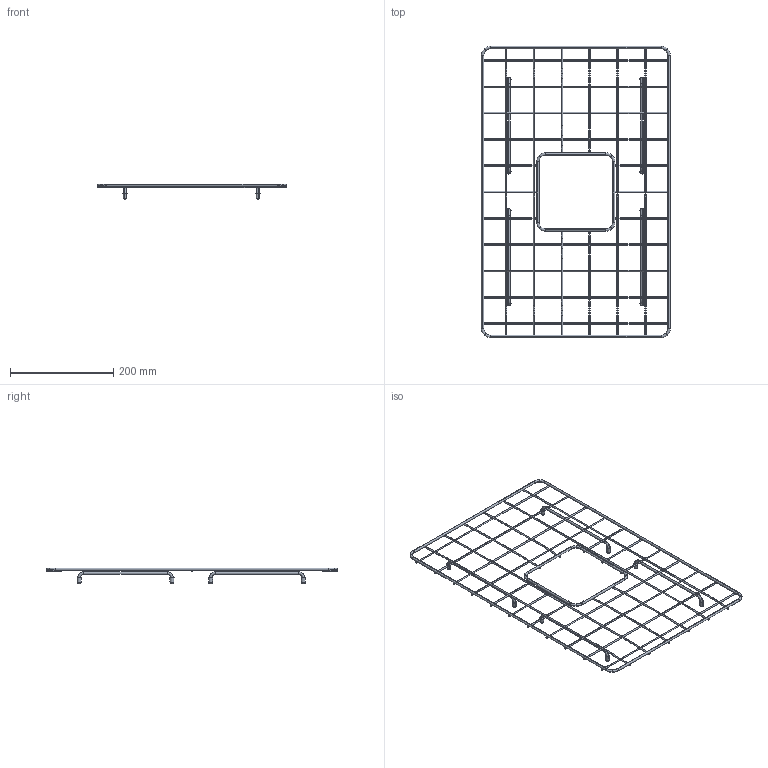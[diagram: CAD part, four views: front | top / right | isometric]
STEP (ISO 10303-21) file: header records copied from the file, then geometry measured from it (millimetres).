
FILE_DESCRIPTION((''),'2;1');
FILE_NAME('2300-2010_ASM','2021-10-13T',('timv'),(''),'CREO PARAMETRIC BY PTC INC, 2015080','CREO PARAMETRIC BY PTC INC, 2015080','');
FILE_SCHEMA(('CONFIG_CONTROL_DESIGN'));
Length unit declared in the file: millimetre
Products named in the file (16): CAN15C8F595TW8E_1; CAN15C8F595TW8E_3; CAN15C8F595TW8E_5; CAN15C8F595TW8E_9; CAN15C8F595TW8E_12; CAN15C8F595TW8E_13; CAN15C8F595TW8E_16; CAN15C8F595TW8E_20; CAN15C8F595TW8E_23; CAN15C8F595TW8E_25; CAN15C8F595TW8E_26; CAN15C8F595TW8E_30; CAN15C8F595TW8E_ASM; GL-180; GLF-100; 2300-2010_ASM
Assembly tree (37 placements, depth 3):
  2300-2010_ASM
    CAN15C8F595TW8E_ASM
      CAN15C8F595TW8E_1
      CAN15C8F595TW8E_3
      CAN15C8F595TW8E_5
      CAN15C8F595TW8E_9
      CAN15C8F595TW8E_12
      CAN15C8F595TW8E_13
      CAN15C8F595TW8E_16
      CAN15C8F595TW8E_20
      CAN15C8F595TW8E_23  x8
      CAN15C8F595TW8E_25  x6
      CAN15C8F595TW8E_26
      CAN15C8F595TW8E_30
    GL-180  x4
    GLF-100  x8
Bounding box: 366.8 x 565.19 x 31 mm (x, y, z)
Volume: 109386.2 mm3; surface area: 116421.7 mm2
Topology: 36 solids, 36 shells, 360 faces, 700 edges, 400 vertices
Faces by surface type: cylinder 116, torus 112, plane 68, cone 48, sphere 16
Entity records: 6096 total; most frequent: DIRECTION 1326, CARTESIAN_POINT 942, ORIENTED_EDGE 840, AXIS2_PLACEMENT_3D 623, EDGE_CURVE 420, CIRCLE 340, VERTEX_POINT 239, EDGE_LOOP 207
